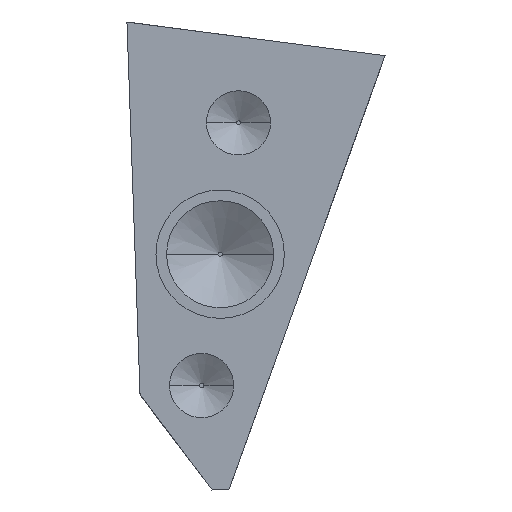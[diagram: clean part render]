
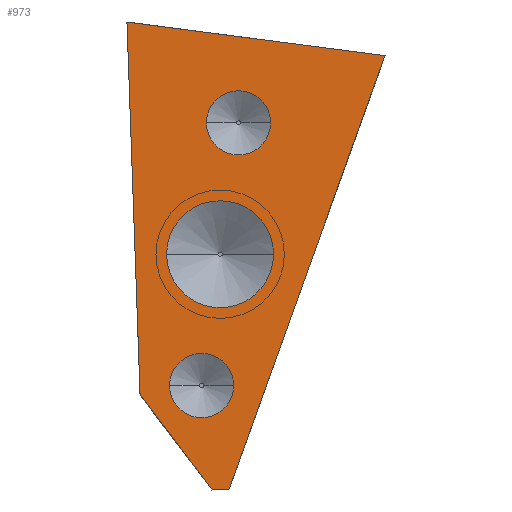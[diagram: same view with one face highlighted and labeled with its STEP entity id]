
A CAD part, left-side view. The second image highlights one B-rep face of the part: STEP entity #973.
In plain terms, the highlighted planar face has unit normal (-1, 0, 0).
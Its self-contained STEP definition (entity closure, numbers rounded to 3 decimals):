
#1=CARTESIAN_POINT('',(-28.1,25.533,0.743));
#2=DIRECTION('',(1.,0.,0.));
#3=DIRECTION('',(0.,-1.,0.));
#4=AXIS2_PLACEMENT_3D('',#1,#2,#3);
#6=CARTESIAN_POINT('',(-28.1,25.533,0.743));
#7=DIRECTION('',(1.,0.,0.));
#8=DIRECTION('',(0.,1.,0.));
#9=AXIS2_PLACEMENT_3D('',#6,#7,#8);
#11=CARTESIAN_POINT('',(-28.1,25.964,-2.327));
#12=DIRECTION('',(1.,0.,0.));
#13=DIRECTION('',(0.,-1.,0.));
#14=AXIS2_PLACEMENT_3D('',#11,#12,#13);
#16=CARTESIAN_POINT('',(-28.1,25.964,-2.327));
#17=DIRECTION('',(1.,0.,0.));
#18=DIRECTION('',(0.,1.,0.));
#19=AXIS2_PLACEMENT_3D('',#16,#17,#18);
#21=CARTESIAN_POINT('',(-28.1,25.102,3.813));
#22=DIRECTION('',(1.,0.,0.));
#23=DIRECTION('',(0.,-1.,0.));
#24=AXIS2_PLACEMENT_3D('',#21,#22,#23);
#26=CARTESIAN_POINT('',(-28.1,25.102,3.813));
#27=DIRECTION('',(1.,0.,0.));
#28=DIRECTION('',(0.,1.,0.));
#29=AXIS2_PLACEMENT_3D('',#26,#27,#28);
#31=DIRECTION('',(0.,0.999,-0.035));
#32=VECTOR('',#31,0.4);
#33=CARTESIAN_POINT('',(-28.1,25.325,-4.754));
#34=LINE('',#33,#32);
#35=DIRECTION('',(0.,-0.602,-0.799));
#36=VECTOR('',#35,2.79);
#37=CARTESIAN_POINT('',(-28.1,27.404,-2.54));
#38=LINE('',#37,#36);
#39=DIRECTION('',(0.,0.035,0.999));
#40=VECTOR('',#39,8.715);
#41=CARTESIAN_POINT('',(-28.1,27.404,-2.54));
#42=LINE('',#41,#40);
#43=DIRECTION('',(0.,-0.992,-0.13));
#44=VECTOR('',#43,6.083);
#45=CARTESIAN_POINT('',(-28.1,27.71,6.17));
#46=LINE('',#45,#44);
#47=DIRECTION('',(0.,0.339,-0.941));
#48=VECTOR('',#47,10.771);
#49=CARTESIAN_POINT('',(-28.1,21.679,5.381));
#50=LINE('',#49,#48);
#764=CARTESIAN_POINT('',(-28.1,27.71,6.17));
#765=CARTESIAN_POINT('',(-28.1,21.679,5.381));
#766=VERTEX_POINT('',#764);
#767=VERTEX_POINT('',#765);
#768=CARTESIAN_POINT('',(-28.1,25.325,-4.754));
#769=VERTEX_POINT('',#768);
#828=CARTESIAN_POINT('',(-28.1,24.283,0.743));
#829=CARTESIAN_POINT('',(-28.1,26.783,0.743));
#830=VERTEX_POINT('',#828);
#831=VERTEX_POINT('',#829);
#832=CARTESIAN_POINT('',(-28.1,25.214,-2.327));
#833=CARTESIAN_POINT('',(-28.1,26.714,-2.327));
#834=VERTEX_POINT('',#832);
#835=VERTEX_POINT('',#833);
#836=CARTESIAN_POINT('',(-28.1,24.352,3.813));
#837=CARTESIAN_POINT('',(-28.1,25.852,3.813));
#838=VERTEX_POINT('',#836);
#839=VERTEX_POINT('',#837);
#890=CARTESIAN_POINT('',(-28.1,25.725,-4.768));
#891=VERTEX_POINT('',#890);
#898=CARTESIAN_POINT('',(-28.1,27.404,-2.54));
#899=VERTEX_POINT('',#898);
#938=CARTESIAN_POINT('',(-28.1,0.,0.));
#939=DIRECTION('',(1.,0.,0.));
#940=DIRECTION('',(0.,0.,-1.));
#941=AXIS2_PLACEMENT_3D('',#938,#939,#940);
#942=PLANE('',#941);
#944=ORIENTED_EDGE('',*,*,#943,.T.);
#946=ORIENTED_EDGE('',*,*,#945,.F.);
#948=ORIENTED_EDGE('',*,*,#947,.T.);
#950=ORIENTED_EDGE('',*,*,#949,.T.);
#952=ORIENTED_EDGE('',*,*,#951,.T.);
#953=EDGE_LOOP('',(#944,#946,#948,#950,#952));
#954=FACE_OUTER_BOUND('',#953,.F.);
#956=ORIENTED_EDGE('',*,*,#955,.F.);
#958=ORIENTED_EDGE('',*,*,#957,.F.);
#959=EDGE_LOOP('',(#956,#958));
#960=FACE_BOUND('',#959,.F.);
#962=ORIENTED_EDGE('',*,*,#961,.F.);
#964=ORIENTED_EDGE('',*,*,#963,.F.);
#965=EDGE_LOOP('',(#962,#964));
#966=FACE_BOUND('',#965,.F.);
#968=ORIENTED_EDGE('',*,*,#967,.F.);
#970=ORIENTED_EDGE('',*,*,#969,.F.);
#971=EDGE_LOOP('',(#968,#970));
#972=FACE_BOUND('',#971,.F.);
#973=ADVANCED_FACE('',(#954,#960,#966,#972),#942,.F.);
#5=CIRCLE('',#4,1.25);
#10=CIRCLE('',#9,1.25);
#15=CIRCLE('',#14,0.75);
#20=CIRCLE('',#19,0.75);
#25=CIRCLE('',#24,0.75);
#30=CIRCLE('',#29,0.75);
#943=EDGE_CURVE('',#769,#891,#34,.T.);
#945=EDGE_CURVE('',#899,#891,#38,.T.);
#947=EDGE_CURVE('',#899,#766,#42,.T.);
#949=EDGE_CURVE('',#766,#767,#46,.T.);
#951=EDGE_CURVE('',#767,#769,#50,.T.);
#955=EDGE_CURVE('',#834,#835,#15,.T.);
#957=EDGE_CURVE('',#835,#834,#20,.T.);
#961=EDGE_CURVE('',#838,#839,#25,.T.);
#963=EDGE_CURVE('',#839,#838,#30,.T.);
#967=EDGE_CURVE('',#830,#831,#5,.T.);
#969=EDGE_CURVE('',#831,#830,#10,.T.);
